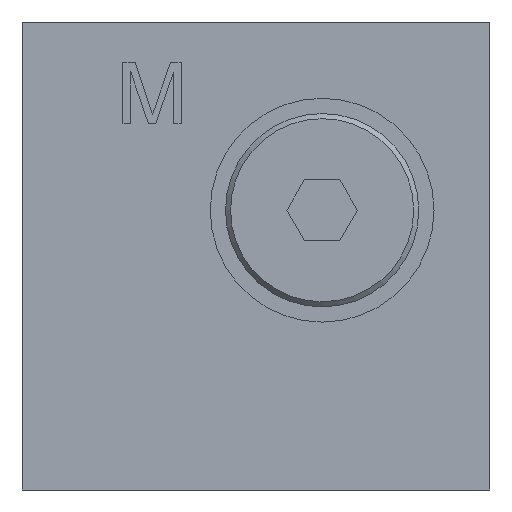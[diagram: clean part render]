
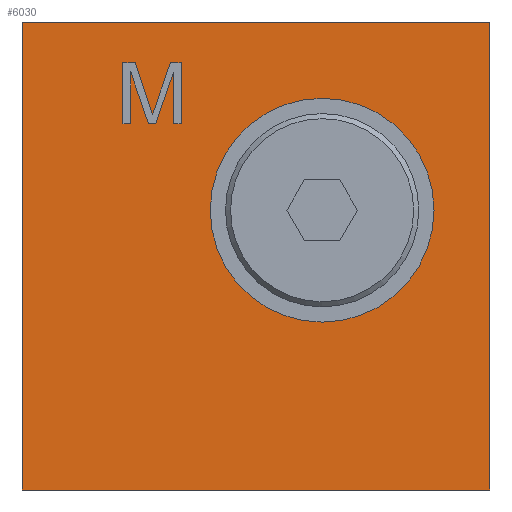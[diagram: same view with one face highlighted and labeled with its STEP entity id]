
A CAD part, left-side view. The second image highlights one B-rep face of the part: STEP entity #6030.
In plain terms, the highlighted planar face has unit normal (-1, 0, 0).
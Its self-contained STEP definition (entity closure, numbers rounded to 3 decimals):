
#143=B_SPLINE_CURVE_WITH_KNOTS('',2,(#8317,#8318,#8319),.UNSPECIFIED.,.F.,
 .F.,(3,3),(0.,1.),.UNSPECIFIED.);
#145=B_SPLINE_CURVE_WITH_KNOTS('',2,(#8332,#8333,#8334),.UNSPECIFIED.,.F.,
 .F.,(3,3),(0.,1.),.UNSPECIFIED.);
#332=LINE('',#8250,#754);
#336=LINE('',#8258,#758);
#339=LINE('',#8264,#761);
#342=LINE('',#8270,#764);
#345=LINE('',#8276,#767);
#348=LINE('',#8282,#770);
#351=LINE('',#8288,#773);
#354=LINE('',#8294,#776);
#357=LINE('',#8300,#779);
#360=LINE('',#8306,#782);
#365=LINE('',#8342,#787);
#368=LINE('',#8348,#790);
#371=LINE('',#8353,#793);
#659=LINE('',#9818,#1081);
#661=LINE('',#9999,#1083);
#662=LINE('',#10001,#1084);
#663=LINE('',#10002,#1085);
#754=VECTOR('',#6780,0.764);
#758=VECTOR('',#6786,5.108);
#761=VECTOR('',#6791,5.396);
#764=VECTOR('',#6796,0.713);
#767=VECTOR('',#6801,5.318);
#770=VECTOR('',#6806,5.021);
#773=VECTOR('',#6811,0.764);
#776=VECTOR('',#6816,6.);
#779=VECTOR('',#6821,1.066);
#782=VECTOR('',#6826,4.417);
#787=VECTOR('',#6833,4.48);
#790=VECTOR('',#6838,1.194);
#793=VECTOR('',#6843,6.);
#1081=VECTOR('',#7313,46.);
#1083=VECTOR('',#7553,46.);
#1084=VECTOR('',#7554,46.);
#1085=VECTOR('',#7555,46.);
#1291=PLANE('',#6450);
#1430=FACE_BOUND('',#2279,.T.);
#1431=FACE_BOUND('',#2280,.T.);
#1810=FACE_OUTER_BOUND('',#2278,.T.);
#2278=EDGE_LOOP('',(#5092,#5093,#5094,#5095));
#2279=EDGE_LOOP('',(#5096,#5097,#5098,#5099,#5100,#5101,#5102,#5103,#5104,
#5105,#5106,#5107,#5108,#5109,#5110));
#2280=EDGE_LOOP('',(#5111));
#2588=CIRCLE('',#6422,11.);
#2744=VERTEX_POINT('',#8248);
#2745=VERTEX_POINT('',#8249);
#2748=VERTEX_POINT('',#8257);
#2750=VERTEX_POINT('',#8263);
#2752=VERTEX_POINT('',#8269);
#2754=VERTEX_POINT('',#8275);
#2756=VERTEX_POINT('',#8281);
#2758=VERTEX_POINT('',#8287);
#2760=VERTEX_POINT('',#8293);
#2762=VERTEX_POINT('',#8299);
#2764=VERTEX_POINT('',#8305);
#2766=VERTEX_POINT('',#8316);
#2768=VERTEX_POINT('',#8331);
#2770=VERTEX_POINT('',#8341);
#2772=VERTEX_POINT('',#8347);
#3038=VERTEX_POINT('',#9815);
#3039=VERTEX_POINT('',#9817);
#3085=VERTEX_POINT('',#9955);
#3099=VERTEX_POINT('',#9998);
#3100=VERTEX_POINT('',#10000);
#3319=EDGE_CURVE('',#2744,#2745,#332,.T.);
#3323=EDGE_CURVE('',#2748,#2744,#336,.T.);
#3326=EDGE_CURVE('',#2750,#2748,#339,.T.);
#3329=EDGE_CURVE('',#2752,#2750,#342,.T.);
#3332=EDGE_CURVE('',#2754,#2752,#345,.T.);
#3335=EDGE_CURVE('',#2756,#2754,#348,.T.);
#3338=EDGE_CURVE('',#2758,#2756,#351,.T.);
#3341=EDGE_CURVE('',#2760,#2758,#354,.T.);
#3344=EDGE_CURVE('',#2762,#2760,#357,.T.);
#3347=EDGE_CURVE('',#2764,#2762,#360,.T.);
#3350=EDGE_CURVE('',#2766,#2764,#143,.T.);
#3353=EDGE_CURVE('',#2768,#2766,#145,.T.);
#3356=EDGE_CURVE('',#2770,#2768,#365,.T.);
#3359=EDGE_CURVE('',#2772,#2770,#368,.T.);
#3362=EDGE_CURVE('',#2745,#2772,#371,.T.);
#3758=EDGE_CURVE('',#3038,#3039,#659,.T.);
#3805=EDGE_CURVE('',#3085,#3085,#2588,.T.);
#3819=EDGE_CURVE('',#3038,#3099,#661,.T.);
#3820=EDGE_CURVE('',#3099,#3100,#662,.T.);
#3821=EDGE_CURVE('',#3039,#3100,#663,.T.);
#5092=ORIENTED_EDGE('',*,*,#3819,.T.);
#5093=ORIENTED_EDGE('',*,*,#3820,.T.);
#5094=ORIENTED_EDGE('',*,*,#3821,.F.);
#5095=ORIENTED_EDGE('',*,*,#3758,.F.);
#5096=ORIENTED_EDGE('',*,*,#3319,.T.);
#5097=ORIENTED_EDGE('',*,*,#3362,.T.);
#5098=ORIENTED_EDGE('',*,*,#3359,.T.);
#5099=ORIENTED_EDGE('',*,*,#3356,.T.);
#5100=ORIENTED_EDGE('',*,*,#3353,.T.);
#5101=ORIENTED_EDGE('',*,*,#3350,.T.);
#5102=ORIENTED_EDGE('',*,*,#3347,.T.);
#5103=ORIENTED_EDGE('',*,*,#3344,.T.);
#5104=ORIENTED_EDGE('',*,*,#3341,.T.);
#5105=ORIENTED_EDGE('',*,*,#3338,.T.);
#5106=ORIENTED_EDGE('',*,*,#3335,.T.);
#5107=ORIENTED_EDGE('',*,*,#3332,.T.);
#5108=ORIENTED_EDGE('',*,*,#3329,.T.);
#5109=ORIENTED_EDGE('',*,*,#3326,.T.);
#5110=ORIENTED_EDGE('',*,*,#3323,.T.);
#5111=ORIENTED_EDGE('',*,*,#3805,.T.);
#6030=ADVANCED_FACE('',(#1810,#1430,#1431),#1291,.T.);
#6422=AXIS2_PLACEMENT_3D('',#9956,#7495,#7496);
#6450=AXIS2_PLACEMENT_3D('',#9997,#7551,#7552);
#6780=DIRECTION('',(0.,1.,0.));
#6786=DIRECTION('',(0.,0.,-1.));
#6791=DIRECTION('',(0.,0.322,0.947));
#6796=DIRECTION('',(0.,1.,0.));
#6801=DIRECTION('',(0.,0.329,-0.944));
#6806=DIRECTION('',(0.,0.,1.));
#6811=DIRECTION('',(0.,1.,0.));
#6816=DIRECTION('',(0.,0.,-1.));
#6821=DIRECTION('',(0.,-1.,0.));
#6826=DIRECTION('',(0.,-0.326,0.945));
#6833=DIRECTION('',(0.,-0.317,-0.948));
#6838=DIRECTION('',(0.,-1.,0.));
#6843=DIRECTION('',(0.,0.,1.));
#7313=DIRECTION('',(0.,0.,-1.));
#7495=DIRECTION('center_axis',(1.,0.,0.));
#7496=DIRECTION('ref_axis',(0.,1.,0.));
#7551=DIRECTION('center_axis',(-1.,0.,0.));
#7552=DIRECTION('ref_axis',(0.,1.,0.));
#7553=DIRECTION('',(0.,1.,0.));
#7554=DIRECTION('',(0.,0.,-1.));
#7555=DIRECTION('',(0.,1.,0.));
#8248=CARTESIAN_POINT('',(0.,-10.686,-10.));
#8249=CARTESIAN_POINT('',(0.,-9.922,-10.));
#8250=CARTESIAN_POINT('',(0.,-28.343,-10.));
#8257=CARTESIAN_POINT('',(0.,-10.686,-4.892));
#8258=CARTESIAN_POINT('',(0.,-10.686,-2.446));
#8263=CARTESIAN_POINT('',(0.,-12.423,-10.));
#8264=CARTESIAN_POINT('',(0.,-12.64,-10.638));
#8269=CARTESIAN_POINT('',(0.,-13.137,-10.));
#8270=CARTESIAN_POINT('',(0.,-29.568,-10.));
#8275=CARTESIAN_POINT('',(0.,-14.888,-4.979));
#8276=CARTESIAN_POINT('',(0.,-17.35,2.078));
#8281=CARTESIAN_POINT('',(0.,-14.888,-10.));
#8282=CARTESIAN_POINT('',(0.,-14.888,-5.));
#8287=CARTESIAN_POINT('',(0.,-15.652,-10.));
#8288=CARTESIAN_POINT('',(0.,-30.826,-10.));
#8293=CARTESIAN_POINT('',(0.,-15.652,-4.));
#8294=CARTESIAN_POINT('',(0.,-15.652,-2.));
#8299=CARTESIAN_POINT('',(0.,-14.587,-4.));
#8300=CARTESIAN_POINT('',(0.,-30.293,-4.));
#8305=CARTESIAN_POINT('',(0.,-13.146,-8.175));
#8306=CARTESIAN_POINT('',(0.,-16.154,0.542));
#8316=CARTESIAN_POINT('',(0.,-12.826,-9.136));
#8317=CARTESIAN_POINT('Ctrl Pts',(0.,-12.826,-9.136));
#8318=CARTESIAN_POINT('Ctrl Pts',(0.,-12.927,-8.811));
#8319=CARTESIAN_POINT('Ctrl Pts',(0.,-13.146,-8.175));
#8331=CARTESIAN_POINT('',(0.,-12.538,-8.248));
#8332=CARTESIAN_POINT('Ctrl Pts',(0.,-12.538,-8.248));
#8333=CARTESIAN_POINT('Ctrl Pts',(0.,-12.734,-8.843));
#8334=CARTESIAN_POINT('Ctrl Pts',(0.,-12.826,-9.136));
#8341=CARTESIAN_POINT('',(0.,-11.116,-4.));
#8342=CARTESIAN_POINT('',(0.,-12.271,-7.452));
#8347=CARTESIAN_POINT('',(0.,-9.922,-4.));
#8348=CARTESIAN_POINT('',(0.,-27.961,-4.));
#8353=CARTESIAN_POINT('',(0.,-9.922,-5.));
#9815=CARTESIAN_POINT('',(0.,-46.,0.));
#9817=CARTESIAN_POINT('',(0.,-46.,-46.));
#9818=CARTESIAN_POINT('',(0.,-46.,0.));
#9955=CARTESIAN_POINT('',(0.,-40.5,-18.5));
#9956=CARTESIAN_POINT('Origin',(0.,-29.5,-18.5));
#9997=CARTESIAN_POINT('Origin',(0.,-46.,0.));
#9998=CARTESIAN_POINT('',(0.,0.,0.));
#9999=CARTESIAN_POINT('',(0.,-46.,0.));
#10000=CARTESIAN_POINT('',(0.,0.,-46.));
#10001=CARTESIAN_POINT('',(0.,0.,0.));
#10002=CARTESIAN_POINT('',(0.,-46.,-46.));
